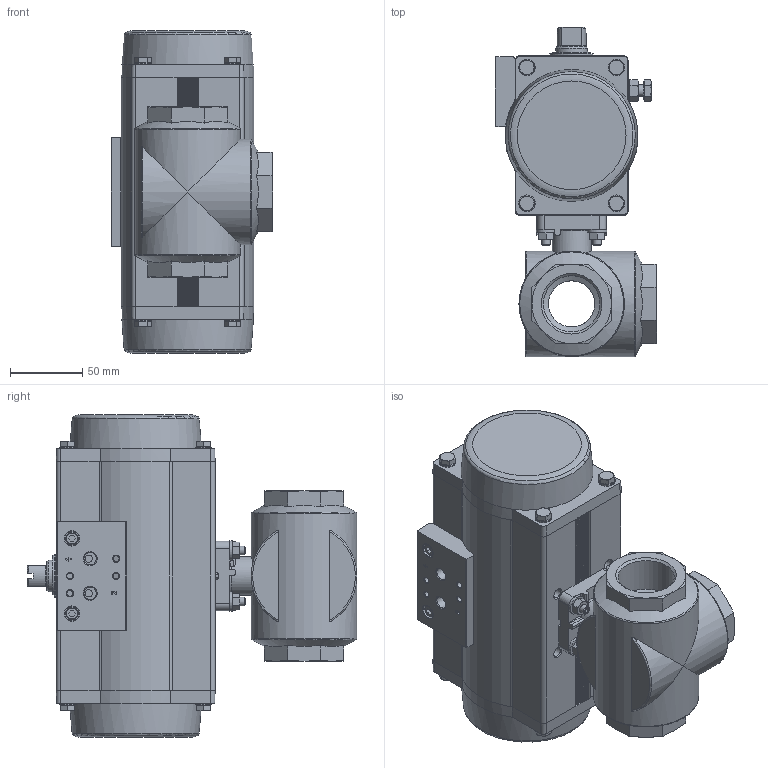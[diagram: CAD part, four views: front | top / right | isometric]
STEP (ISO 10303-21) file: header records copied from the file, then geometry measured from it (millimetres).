
FILE_DESCRIPTION(/* description */ ('STEP AP214'),/* implementation_level */ '2;1');
FILE_NAME(/* name */ '8070279_VZBM-A-11_4-RP-25-F-3T-B2-PB80',/* time_stamp */ '2024-09-18T03:22:12+02:00',/* author */ ('License CC BY-ND 4.0'),/* organization */ ('CADENAS'),/* preprocessor_version */ 'ST-DEVELOPER v19.3',/* originating_system */ 'PARTsolutions',/* authorisation */ ' ');
FILE_SCHEMA (('AUTOMOTIVE_DESIGN {1 0 10303 214 3 1 1}'));
Length unit declared in the file: millimetre
Products named in the file (11): 8070279 VZBM-A-11/4-RP-25-F-3T-B2-PB80; 4451858 VZBM-11/4-Rp-40-F-3T-F0405-B2B3; 8042187 DFPD-80-90-RS-F05-------(housing); 8042187 DFPD-80(F05_0)---(shaft); 3639455 SCHEIBE 8.2X16X1.5-1.4301; 3639451 DFPD-80; DIN 934 - M8(F); 8082122 DARQ-R-A-S17-S11-17; 8190047 NL-6-SP-SS; ISO-4026 M6x30; ISO 4032 - M6(F)
Assembly tree (22 placements, depth 2):
  8070279 VZBM-A-11/4-RP-25-F-3T-B2-PB80
    4451858 VZBM-11/4-Rp-40-F-3T-F0405-B2B3
    8042187 DFPD-80-90-RS-F05-------(housing)
    8042187 DFPD-80(F05_0)---(shaft)
    3639455 SCHEIBE 8.2X16X1.5-1.4301  x2
    3639451 DFPD-80  x2
    DIN 934 - M8(F)  x2
    8082122 DARQ-R-A-S17-S11-17
    8190047 NL-6-SP-SS  x4
    ISO-4026 M6x30  x4
    ISO 4032 - M6(F)  x4
Bounding box: 112 x 228 x 223.1 mm (x, y, z)
Volume: 2357388.7 mm3; surface area: 214226.4 mm2
Topology: 22 solids, 22 shells, 1069 faces, 2505 edges, 1537 vertices
Faces by surface type: plane 519, cone 298, cylinder 216, torus 34, sphere 2
Full cylindrical faces by diameter (mm): 2 x2, 3.242 x1, 4.134 x8, 4.917 x9, 5 x2, 6 x4, 6.5 x4, 6.647 x8, 8 x2, 8.2 x2, 8.5 x2, 8.566 x2, 10 x2, 11.5 x8, 12.2 x2, 13 x2, 13.5 x4, 16 x2, 17.2 x2, 22 x3, 24 x1, 25 x1, 26 x2, 26.3 x1, 27 x1, 30 x3, 31 x1, 32 x2, 35.5 x2, 36 x2
Entity records: 25174 total; most frequent: CARTESIAN_POINT 5457, DIRECTION 3989, ORIENTED_EDGE 3812, EDGE_CURVE 1906, AXIS2_PLACEMENT_3D 1584, VERTEX_POINT 1292, FACE_BOUND 1156, EDGE_LOOP 1140
